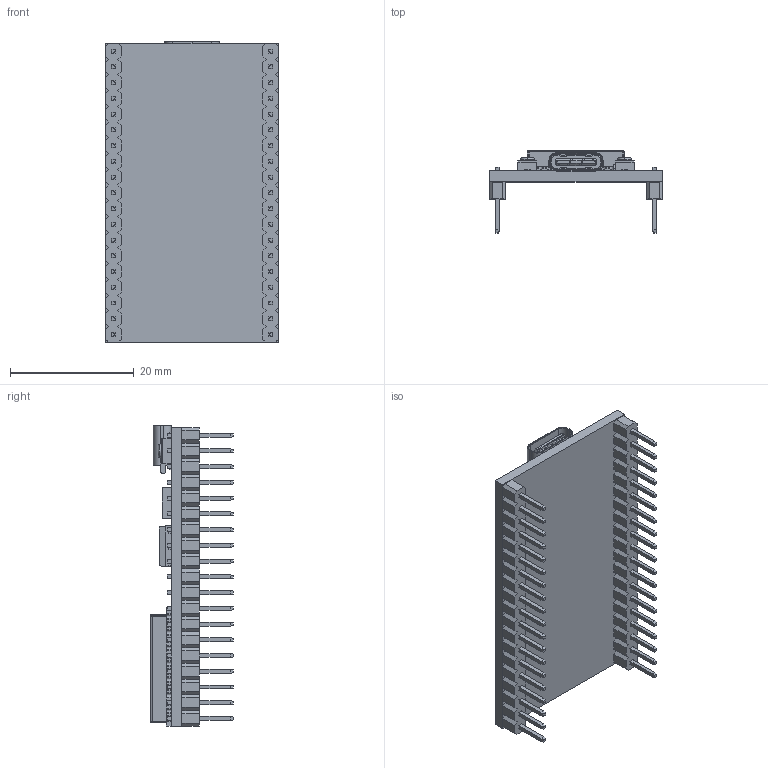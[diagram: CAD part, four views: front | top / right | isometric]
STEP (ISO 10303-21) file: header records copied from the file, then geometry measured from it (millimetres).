
FILE_DESCRIPTION(('FreeCAD Model'),'2;1');
FILE_NAME('Open CASCADE Shape Model','2025-05-04T13:25:46',('Author'),( ''),'Open CASCADE STEP processor 7.7','FreeCAD','Unknown');
FILE_SCHEMA(('AUTOMOTIVE_DESIGN { 1 0 10303 214 1 1 1 1 }'));
Length unit declared in the file: millimetre
Products named in the file (169): ESP32-DEVKITC-32U168; ESP32-DEVKITC-32U; ESP32-DEVKITC-32U001; ESP32-DEVKITC-32U002; ESP32-DEVKITC-32U003; ESP32-DEVKITC-32U004; ESP32-DEVKITC-32U005; ESP32-DEVKITC-32U006; ESP32-DEVKITC-32U007; ESP32-DEVKITC-32U008; ESP32-DEVKITC-32U010; ESP32-DEVKITC-32U011; ESP32-DEVKITC-32U012; ESP32-DEVKITC-32U013; ESP32-DEVKITC-32U014; ESP32-DEVKITC-32U015; ESP32-DEVKITC-32U016; ESP32-DEVKITC-32U017; ESP32-DEVKITC-32U018; ESP32-DEVKITC-32U019; ESP32-DEVKITC-32U020; ESP32-DEVKITC-32U021; ESP32-DEVKITC-32U022; ESP32-DEVKITC-32U023; ESP32-DEVKITC-32U024; ESP32-DEVKITC-32U025; ESP32-DEVKITC-32U026; ESP32-DEVKITC-32U027; ESP32-DEVKITC-32U028; ESP32-DEVKITC-32U029; ESP32-DEVKITC-32U030; ESP32-DEVKITC-32U031; ESP32-DEVKITC-32U032; ESP32-DEVKITC-32U033; ESP32-DEVKITC-32U034; ESP32-DEVKITC-32U035; ESP32-DEVKITC-32U036; ESP32-DEVKITC-32U037; ESP32-DEVKITC-32U038; ESP32-DEVKITC-32U039 ...
Assembly tree (168 placements, depth 2):
  ESP32-DEVKITC-32U168
    ESP32-DEVKITC-32U
    ESP32-DEVKITC-32U001
    ESP32-DEVKITC-32U002
    ESP32-DEVKITC-32U003
    ESP32-DEVKITC-32U004
    ESP32-DEVKITC-32U005
    ESP32-DEVKITC-32U006
    ESP32-DEVKITC-32U007
    ESP32-DEVKITC-32U008
    ESP32-DEVKITC-32U010
    ESP32-DEVKITC-32U011
    ESP32-DEVKITC-32U012
    ESP32-DEVKITC-32U013
    ESP32-DEVKITC-32U014
    ESP32-DEVKITC-32U015
    ESP32-DEVKITC-32U016
    ESP32-DEVKITC-32U017
    ESP32-DEVKITC-32U018
    ESP32-DEVKITC-32U019
    ESP32-DEVKITC-32U020
    ESP32-DEVKITC-32U021
    ESP32-DEVKITC-32U022
    ESP32-DEVKITC-32U023
    ESP32-DEVKITC-32U024
    ESP32-DEVKITC-32U025
    ESP32-DEVKITC-32U026
    ESP32-DEVKITC-32U027
    ESP32-DEVKITC-32U028
    ESP32-DEVKITC-32U029
    ESP32-DEVKITC-32U030
    ESP32-DEVKITC-32U031
    ESP32-DEVKITC-32U032
    ESP32-DEVKITC-32U033
    ESP32-DEVKITC-32U034
    ESP32-DEVKITC-32U035
    ESP32-DEVKITC-32U036
    ESP32-DEVKITC-32U037
    ESP32-DEVKITC-32U038
    ESP32-DEVKITC-32U039
    ESP32-DEVKITC-32U040
    ESP32-DEVKITC-32U041
    ESP32-DEVKITC-32U042
    ESP32-DEVKITC-32U043
    ESP32-DEVKITC-32U044
    ESP32-DEVKITC-32U045
    ESP32-DEVKITC-32U046
    ESP32-DEVKITC-32U047
    ESP32-DEVKITC-32U048
    ESP32-DEVKITC-32U049
    ESP32-DEVKITC-32U050
    ESP32-DEVKITC-32U051
    ESP32-DEVKITC-32U052
    ESP32-DEVKITC-32U053
    ESP32-DEVKITC-32U054
    ESP32-DEVKITC-32U055
    ESP32-DEVKITC-32U056
    ESP32-DEVKITC-32U057
    ESP32-DEVKITC-32U058
    ESP32-DEVKITC-32U059
Bounding box: 27.9 x 13.35 x 48.53 mm (x, y, z)
Volume: 3581.2 mm3; surface area: 8750.5 mm2
Topology: 168 solids, 168 shells, 2795 faces, 6984 edges, 4581 vertices
Faces by surface type: plane 2397, cylinder 371, cone 22, torus 4, bspline 1
Entity records: 87628 total; most frequent: CARTESIAN_POINT 14829, ORIENTED_EDGE 13960, DIRECTION 13607, EDGE_CURVE 6980, LINE 6199, VECTOR 6199, VERTEX_POINT 4581, AXIS2_PLACEMENT_3D 3704
